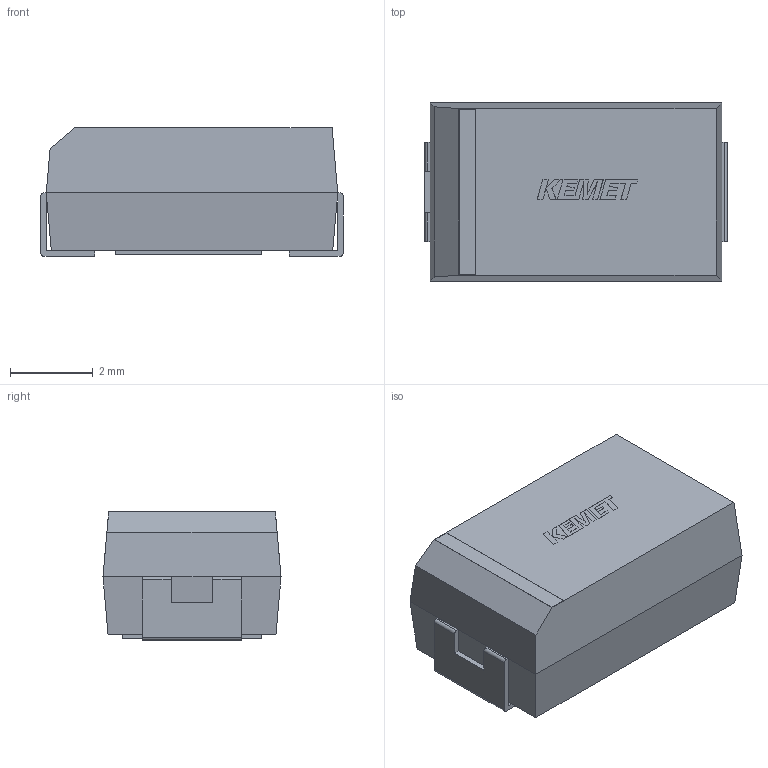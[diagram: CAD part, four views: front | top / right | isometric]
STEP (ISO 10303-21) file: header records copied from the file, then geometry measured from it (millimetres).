
FILE_DESCRIPTION(/* description */ (''),/* implementation_level */ '2;1');
FILE_NAME(/* name */ 't491d107k016at.stp',/* time_stamp */ '2021-04-28T00:55:40+02:00',/* author */ ('AbuBakr'),/* organization */ (''),/* preprocessor_version */ 'ST-DEVELOPER v17',/* originating_system */ 'Autodesk Inventor 2019',/* authorisation */ '');
FILE_SCHEMA (('AUTOMOTIVE_DESIGN { 1 0 10303 214 3 1 1 }'));
Length unit declared in the file: millimetre
Products named in the file (6): T491D107K016AT_; T491D107K016AT; Body; Terminals; direction _Mark; KEMET
Assembly tree (5 placements, depth 3):
  T491D107K016AT_
    T491D107K016AT
      Body
      Terminals
      direction _Mark
      KEMET
Bounding box: 7.3 x 4.3 x 3.1 mm (x, y, z)
Volume: 87.8 mm3; surface area: 213.2 mm2
Topology: 8 solids, 8 shells, 152 faces, 405 edges, 270 vertices
Faces by surface type: plane 96, bspline 51, cylinder 5
Entity records: 5308 total; most frequent: CARTESIAN_POINT 1501, ORIENTED_EDGE 810, DIRECTION 537, EDGE_CURVE 405, LINE 293, VECTOR 293, VERTEX_POINT 270, EDGE_LOOP 153
